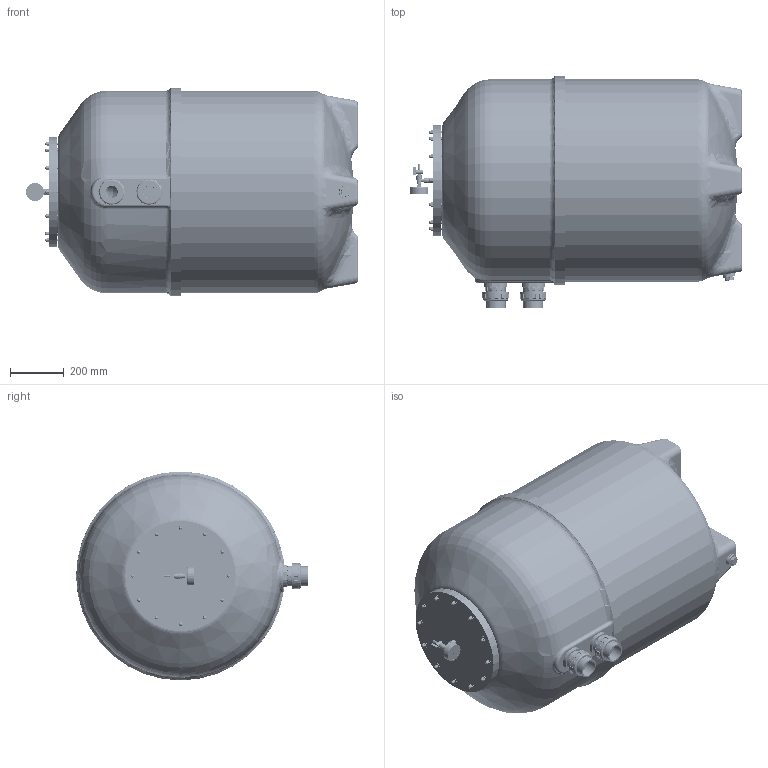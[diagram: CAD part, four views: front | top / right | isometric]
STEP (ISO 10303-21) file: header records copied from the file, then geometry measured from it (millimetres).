
FILE_DESCRIPTION(/* description */ ('DRESDEN³-Filterbehälter D750'),/* implementation_level */ '2;1');
FILE_NAME(/* name */ '70875002-18_DRESDEN³ - Filterbehälter D750 mit Innenverrohrung.stp',/* time_stamp */ '2022-03-21T16:16:23+01:00',/* author */ ('Brummer'),/* organization */ (''),/* preprocessor_version */ 'ST-DEVELOPER v18.1',/* originating_system */ 'Autodesk Inventor 2021',/* authorisation */ '');
FILE_SCHEMA (('AUTOMOTIVE_DESIGN { 1 0 10303 214 3 1 1 }'));
Length unit declared in the file: millimetre
Products named in the file (39): 708 750 02-18; DRESDEN-Obere Hablbschale kompl. D750.ipt; DRESDEN-Obere Hablbschale D750; Gewindestift M8 x 52; O-Ring_EPDM_311,5x8mm; 430 750 30; DIN 9021 - 8,4; DIN 1587 - M8; 200 200 02; 200 100 15; Entlüftungsventil-komplett_NEU; DIN 3771 - 9 x 1,8 - N - NBR 70; 200 100 04; 707 080 01; 200 100 16; PVC-Verschraubung d63x2zoll kompl_60919063; PVC-Verschraubung d63x2Zoll; O-Ring 5,5 x d66 f.Verschraubung 2zoll; 60901063_PVC-Winkel 90° d63_DN50; 60531476_PVC-Übergangsmuffennippel m.Klebestutzen u.IG_D75-d63-2-
1halbZoll_DN65; PVC-Rohr D63x3 x 283; 609 294 63; PVC-Trichter D105 x 2zoll; PVC-Rohr D63x3 x 600; 20002512_ABS-Mittelstück MSB12; 20002570_PP-Filterarm A6-0,25-270; PVC-Rohr D 6x1 x 900; 433 006 02; 609 058 78-CNC; DRESDEN-Untere Hablbschale kompl. D750.ipt; DRESDEN-Untere Hablbschale D750; Entleerungsdüse -Neu- komplett_innen; 60905869_PVC-Mutter IG-1zoll f.Entleerung; 433 002 02.3; Entleerungsdüse -Neu- komplett_aussen; 609 058 67; 304 001 13; PVC-Stopfen 3-viertelZoll; 609 058 70
Assembly tree (88 placements, depth 4):
  708 750 02-18
    DRESDEN-Obere Hablbschale kompl. D750.ipt
      DRESDEN-Obere Hablbschale D750
      Gewindestift M8 x 52  x12
      O-Ring_EPDM_311,5x8mm
      430 750 30
      DIN 9021 - 8,4  x12
      DIN 1587 - M8  x12
      200 200 02  x2
      200 100 15
      Entlüftungsventil-komplett_NEU
        DIN 3771 - 9 x 1,8 - N - NBR 70
        200 100 04
        707 080 01
        200 100 16
      PVC-Verschraubung d63x2zoll kompl_60919063  x2
        PVC-Verschraubung d63x2Zoll
        O-Ring 5,5 x d66 f.Verschraubung 2zoll
      60901063_PVC-Winkel 90° d63_DN50
      60531476_PVC-Übergangsmuffennippel m.Klebestutzen u.IG_D75-d63-2-
1halbZoll_DN65  x2
      PVC-Rohr D63x3 x 283  x2
      609 294 63
      PVC-Trichter D105 x 2zoll
      PVC-Rohr D63x3 x 600
      20002512_ABS-Mittelstück MSB12
      20002570_PP-Filterarm A6-0,25-270  x12
      PVC-Rohr D 6x1 x 900
      433 006 02
      609 058 78-CNC  x2
    DRESDEN-Untere Hablbschale kompl. D750.ipt
      DRESDEN-Untere Hablbschale D750
      Entleerungsdüse -Neu- komplett_innen
        60905869_PVC-Mutter IG-1zoll f.Entleerung
        609 058 70
        433 002 02.3
      Entleerungsdüse -Neu- komplett_aussen
        609 058 67
        304 001 13
        PVC-Stopfen 3-viertelZoll
        609 058 70
Bounding box: 1240.04 x 866 x 780 mm (x, y, z)
Volume: 50589382 mm3; surface area: 8329976 mm2
Topology: 83 solids, 84 shells, 12649 faces, 40062 edges, 26506 vertices
Faces by surface type: plane 11369, cylinder 687, bspline 327, cone 172, torus 82, sphere 12
Full cylindrical faces by diameter (mm): 3 x1, 4 x1, 6 x5, 6.2 x1, 6.647 x12, 7.8 x12, 8 x12, 8.4 x12, 8.5 x1, 8.566 x1, 9 x2, 9.73 x1, 11.445 x2, 11.8 x1, 12 x13, 12.5 x13, 13 x1, 13.16 x3, 16.5 x1, 17 x2, 18 x13, 18.631 x1, 19 x2, 20 x14, 20.96 x1, 21 x12, 24 x12, 24.117 x1, 25 x12, 26 x36
Entity records: 104669 total; most frequent: CARTESIAN_POINT 27855, ORIENTED_EDGE 16038, DIRECTION 15285, EDGE_CURVE 8019, AXIS2_PLACEMENT_3D 5328, VERTEX_POINT 5216, LINE 4629, VECTOR 4629
